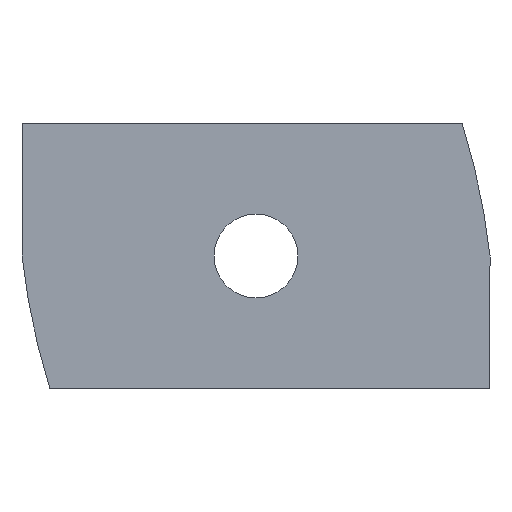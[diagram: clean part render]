
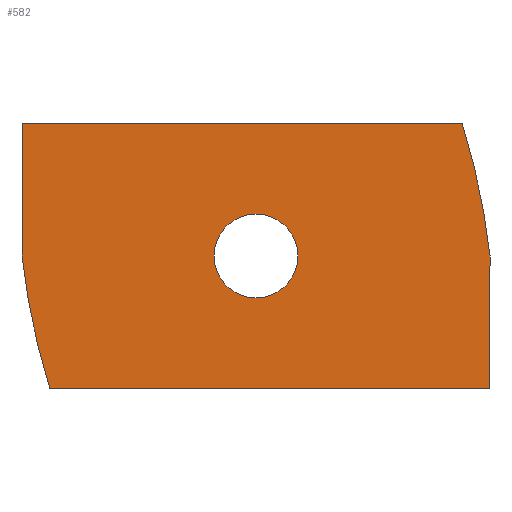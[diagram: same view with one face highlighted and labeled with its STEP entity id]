
A CAD part, front view. The second image highlights one B-rep face of the part: STEP entity #582.
In plain terms, the highlighted planar face has unit normal (0, -1, 0).
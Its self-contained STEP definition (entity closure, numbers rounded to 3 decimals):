
#2 = EDGE_CURVE ( 'NONE', #183, #431, #325, .T. ) ;
#10 = ORIENTED_EDGE ( 'NONE', *, *, #272, .F. ) ;
#22 = DIRECTION ( 'NONE',  ( 0., 1., 0. ) ) ;
#26 = CIRCLE ( 'NONE', #464, 50. ) ;
#43 = CARTESIAN_POINT ( 'NONE',  ( 0., -3.125, -3. ) ) ;
#47 = LINE ( 'NONE', #416, #320 ) ;
#64 = ORIENTED_EDGE ( 'NONE', *, *, #455, .T. ) ;
#65 = DIRECTION ( 'NONE',  ( -1., 0., 0. ) ) ;
#108 = DIRECTION ( 'NONE',  ( 0., 0., -1. ) ) ;
#111 = CARTESIAN_POINT ( 'NONE',  ( 16.75, -3.125, -9.5 ) ) ;
#112 = VECTOR ( 'NONE', #108, 1000. ) ;
#114 = DIRECTION ( 'NONE',  ( 0., -1., 0. ) ) ;
#115 = ORIENTED_EDGE ( 'NONE', *, *, #430, .T. ) ;
#116 = DIRECTION ( 'NONE',  ( 0., 0., -1. ) ) ;
#117 = CARTESIAN_POINT ( 'NONE',  ( -32.946, -3.125, -5.502 ) ) ;
#124 = ORIENTED_EDGE ( 'NONE', *, *, #302, .F. ) ;
#128 = DIRECTION ( 'NONE',  ( 0., 1., 0. ) ) ;
#132 = AXIS2_PLACEMENT_3D ( 'NONE', #117, #418, #116 ) ;
#139 = CARTESIAN_POINT ( 'NONE',  ( -16.75, -3.125, 9.5 ) ) ;
#142 = VERTEX_POINT ( 'NONE', #43 ) ;
#163 = CIRCLE ( 'NONE', #397, 3. ) ;
#168 = DIRECTION ( 'NONE',  ( 0., 0., -1. ) ) ;
#173 = CARTESIAN_POINT ( 'NONE',  ( 14.75, -3.125, 9.5 ) ) ;
#183 = VERTEX_POINT ( 'NONE', #139 ) ;
#197 = VECTOR ( 'NONE', #458, 1000. ) ;
#201 = CARTESIAN_POINT ( 'NONE',  ( 0., -3.125, 3. ) ) ;
#205 = FACE_OUTER_BOUND ( 'NONE', #515, .T. ) ;
#210 = AXIS2_PLACEMENT_3D ( 'NONE', #564, #22, #309 ) ;
#219 = FACE_BOUND ( 'NONE', #260, .T. ) ;
#243 = CARTESIAN_POINT ( 'NONE',  ( -16.75, -3.125, 0. ) ) ;
#250 = VERTEX_POINT ( 'NONE', #243 ) ;
#256 = LINE ( 'NONE', #405, #560 ) ;
#260 = EDGE_LOOP ( 'NONE', ( #438, #605 ) ) ;
#268 = DIRECTION ( 'NONE',  ( 0., 1., 0. ) ) ;
#272 = EDGE_CURVE ( 'NONE', #516, #290, #591, .T. ) ;
#285 = CIRCLE ( 'NONE', #132, 50. ) ;
#290 = VERTEX_POINT ( 'NONE', #111 ) ;
#299 = CARTESIAN_POINT ( 'NONE',  ( 16.75, -3.125, -9.5 ) ) ;
#302 = EDGE_CURVE ( 'NONE', #250, #183, #256, .T. ) ;
#309 = DIRECTION ( 'NONE',  ( 0., 0., 1. ) ) ;
#312 = AXIS2_PLACEMENT_3D ( 'NONE', #376, #128, #574 ) ;
#320 = VECTOR ( 'NONE', #65, 1000. ) ;
#325 = LINE ( 'NONE', #454, #197 ) ;
#337 = VERTEX_POINT ( 'NONE', #201 ) ;
#359 = DIRECTION ( 'NONE',  ( 0., 0., 1. ) ) ;
#364 = CARTESIAN_POINT ( 'NONE',  ( 0., -3.125, 0. ) ) ;
#368 = DIRECTION ( 'NONE',  ( 0., 0., 1. ) ) ;
#372 = CARTESIAN_POINT ( 'NONE',  ( 32.946, -3.125, 5.502 ) ) ;
#376 = CARTESIAN_POINT ( 'NONE',  ( 0., -3.125, 0. ) ) ;
#379 = CARTESIAN_POINT ( 'NONE',  ( -14.75, -3.125, -9.5 ) ) ;
#397 = AXIS2_PLACEMENT_3D ( 'NONE', #364, #268, #368 ) ;
#398 = CIRCLE ( 'NONE', #210, 3. ) ;
#405 = CARTESIAN_POINT ( 'NONE',  ( -16.75, -3.125, -9.5 ) ) ;
#416 = CARTESIAN_POINT ( 'NONE',  ( -16.75, -3.125, -9.5 ) ) ;
#418 = DIRECTION ( 'NONE',  ( 0., -1., 0. ) ) ;
#424 = CARTESIAN_POINT ( 'NONE',  ( 16.75, -3.125, 0. ) ) ;
#430 = EDGE_CURVE ( 'NONE', #516, #431, #285, .T. ) ;
#431 = VERTEX_POINT ( 'NONE', #173 ) ;
#438 = ORIENTED_EDGE ( 'NONE', *, *, #451, .T. ) ;
#441 = EDGE_CURVE ( 'NONE', #142, #337, #398, .T. ) ;
#451 = EDGE_CURVE ( 'NONE', #337, #142, #163, .T. ) ;
#454 = CARTESIAN_POINT ( 'NONE',  ( -16.75, -3.125, 9.5 ) ) ;
#455 = EDGE_CURVE ( 'NONE', #250, #535, #26, .T. ) ;
#458 = DIRECTION ( 'NONE',  ( 1., 0., 0. ) ) ;
#464 = AXIS2_PLACEMENT_3D ( 'NONE', #372, #114, #168 ) ;
#478 = EDGE_CURVE ( 'NONE', #290, #535, #47, .T. ) ;
#515 = EDGE_LOOP ( 'NONE', ( #10, #115, #527, #124, #64, #568 ) ) ;
#516 = VERTEX_POINT ( 'NONE', #424 ) ;
#527 = ORIENTED_EDGE ( 'NONE', *, *, #2, .F. ) ;
#529 = PLANE ( 'NONE',  #312 ) ;
#535 = VERTEX_POINT ( 'NONE', #379 ) ;
#560 = VECTOR ( 'NONE', #359, 1000. ) ;
#564 = CARTESIAN_POINT ( 'NONE',  ( 0., -3.125, 0. ) ) ;
#568 = ORIENTED_EDGE ( 'NONE', *, *, #478, .F. ) ;
#574 = DIRECTION ( 'NONE',  ( 0., 0., 1. ) ) ;
#582 = ADVANCED_FACE ( 'NONE', ( #219, #205 ), #529, .F. ) ;
#591 = LINE ( 'NONE', #299, #112 ) ;
#605 = ORIENTED_EDGE ( 'NONE', *, *, #441, .T. ) ;
